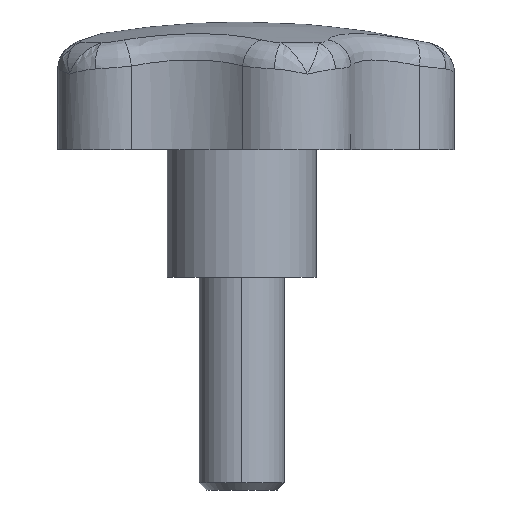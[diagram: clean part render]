
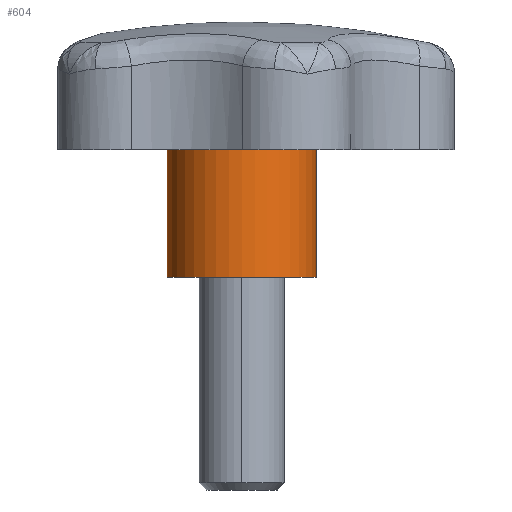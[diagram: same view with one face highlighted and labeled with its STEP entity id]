
A CAD part, left-side view. The second image highlights one B-rep face of the part: STEP entity #604.
In plain terms, the highlighted cylindrical face has radius 7 mm (diameter 14 mm), a partial arc.
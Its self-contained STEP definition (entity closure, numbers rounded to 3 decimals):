
#348=EDGE_CURVE('',#658,#748,#969,.T.);
#360=VERTEX_POINT('',#983);
#386=EDGE_CURVE('',#658,#550,#1012,.T.);
#484=EDGE_CURVE('',#360,#748,#1118,.T.);
#550=VERTEX_POINT('',#1190);
#604=ADVANCED_FACE('',(#1251),#1252,.T.);
#658=VERTEX_POINT('',#1309);
#748=VERTEX_POINT('',#1412);
#900=EDGE_CURVE('',#360,#550,#1581,.T.);
#969=CIRCLE('',#1669,7.);
#983=CARTESIAN_POINT('',(0.,-7.,19.1));
#1012=LINE('',#1943,#1944);
#1118=LINE('',#2433,#2434);
#1190=CARTESIAN_POINT('',(0.,7.,19.1));
#1251=FACE_OUTER_BOUND('',#2903,.T.);
#1252=CYLINDRICAL_SURFACE('',#2904,7.);
#1309=CARTESIAN_POINT('',(0.,7.,0.0));
#1412=CARTESIAN_POINT('',(0.,-7.,0.0));
#1581=CIRCLE('',#4218,7.0);
#1669=AXIS2_PLACEMENT_3D('',#4379,#4380,#4381);
#1943=CARTESIAN_POINT('',(0.,7.,5.25));
#1944=VECTOR('',#4419,1.0);
#2433=CARTESIAN_POINT('',(0.,-7.,5.25));
#2434=VECTOR('',#4504,1.0);
#2903=EDGE_LOOP('',(#4645,#4646,#4647,#4648));
#2904=AXIS2_PLACEMENT_3D('',#4649,#4650,#4651);
#4218=AXIS2_PLACEMENT_3D('',#5023,#5024,#5025);
#4379=CARTESIAN_POINT('',(0.,0.,0.0));
#4380=DIRECTION('',(0.0,0.0,1.0));
#4381=DIRECTION('',(0.,-1.0,0.0));
#4419=DIRECTION('',(-0.0,-0.0,1.0));
#4504=DIRECTION('',(0.0,0.0,-1.0));
#4645=ORIENTED_EDGE('',*,*,#484,.F.);
#4646=ORIENTED_EDGE('',*,*,#900,.T.);
#4647=ORIENTED_EDGE('',*,*,#386,.F.);
#4648=ORIENTED_EDGE('',*,*,#348,.T.);
#4649=CARTESIAN_POINT('',(0.,0.,5.25));
#4650=DIRECTION('',(0.0,-0.0,1.0));
#4651=DIRECTION('',(0.,-1.0,0.0));
#5023=CARTESIAN_POINT('',(0.,0.,19.1));
#5024=DIRECTION('',(0.0,0.0,-1.0));
#5025=DIRECTION('',(0.0,1.0,0.0));
